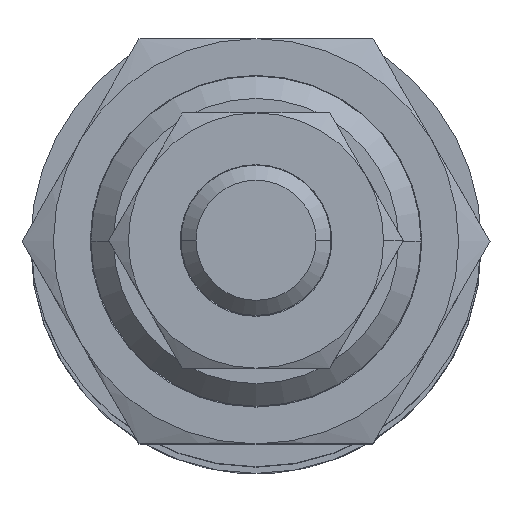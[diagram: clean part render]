
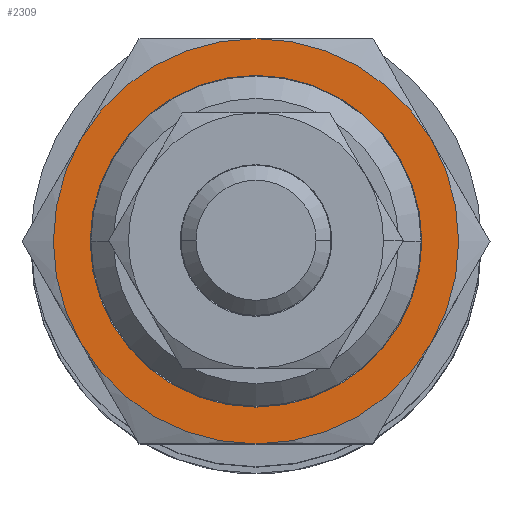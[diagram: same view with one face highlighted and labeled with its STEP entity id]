
A CAD part, top view. The second image highlights one B-rep face of the part: STEP entity #2309.
In plain terms, the highlighted planar face has unit normal (0, 0, 1).
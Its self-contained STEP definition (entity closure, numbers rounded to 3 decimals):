
#78 = CARTESIAN_POINT ( 'NONE',  ( 0., 0., 282. ) ) ;
#527 = AXIS2_PLACEMENT_3D ( 'NONE', #1748, #890, #11947 ) ;
#890 = DIRECTION ( 'NONE',  ( 0., 0., 1. ) ) ;
#1024 = CIRCLE ( 'NONE', #11158, 13.5 ) ;
#1377 = CARTESIAN_POINT ( 'NONE',  ( 0., 0., 282. ) ) ;
#1390 = DIRECTION ( 'NONE',  ( 0., 0., 1. ) ) ;
#1632 = FACE_OUTER_BOUND ( 'NONE', #8131, .T. ) ;
#1739 = VERTEX_POINT ( 'NONE', #2280 ) ;
#1748 = CARTESIAN_POINT ( 'NONE',  ( 0., 0., 282. ) ) ;
#2000 = CARTESIAN_POINT ( 'NONE',  ( -11.691, -6.75, 282. ) ) ;
#2013 = CIRCLE ( 'NONE', #5518, 13.5 ) ;
#2207 = CIRCLE ( 'NONE', #3355, 13.5 ) ;
#2280 = CARTESIAN_POINT ( 'NONE',  ( 11.691, -6.75, 282. ) ) ;
#2309 = ADVANCED_FACE ( 'NONE', ( #6396, #1632 ), #3575, .T. ) ;
#2311 = DIRECTION ( 'NONE',  ( 0.866, 0.5, 0. ) ) ;
#2312 = CARTESIAN_POINT ( 'NONE',  ( -11.691, 6.75, 282. ) ) ;
#2323 = DIRECTION ( 'NONE',  ( 0., 0., 1. ) ) ;
#2397 = AXIS2_PLACEMENT_3D ( 'NONE', #5606, #1390, #9695 ) ;
#2610 = CARTESIAN_POINT ( 'NONE',  ( 0., 0., 282. ) ) ;
#2667 = ORIENTED_EDGE ( 'NONE', *, *, #7961, .T. ) ;
#2786 = VERTEX_POINT ( 'NONE', #3369 ) ;
#3068 = DIRECTION ( 'NONE',  ( 0.866, 0.5, 0. ) ) ;
#3086 = DIRECTION ( 'NONE',  ( 0., 0., 1. ) ) ;
#3235 = CARTESIAN_POINT ( 'NONE',  ( 11.691, 6.75, 282. ) ) ;
#3284 = DIRECTION ( 'NONE',  ( 0.866, 0.5, 0. ) ) ;
#3355 = AXIS2_PLACEMENT_3D ( 'NONE', #8800, #4923, #2311 ) ;
#3369 = CARTESIAN_POINT ( 'NONE',  ( 0., -13.5, 282. ) ) ;
#3420 = DIRECTION ( 'NONE',  ( 0., 0., 1. ) ) ;
#3471 = AXIS2_PLACEMENT_3D ( 'NONE', #8079, #3420, #3482 ) ;
#3482 = DIRECTION ( 'NONE',  ( 0.866, 0.5, 0. ) ) ;
#3518 = DIRECTION ( 'NONE',  ( 0., 0., 1. ) ) ;
#3575 = PLANE ( 'NONE',  #7362 ) ;
#3920 = EDGE_CURVE ( 'NONE', #11939, #5765, #7396, .T. ) ;
#4313 = EDGE_CURVE ( 'NONE', #5893, #10901, #9722, .T. ) ;
#4793 = ORIENTED_EDGE ( 'NONE', *, *, #8232, .T. ) ;
#4923 = DIRECTION ( 'NONE',  ( 0., 0., 1. ) ) ;
#5233 = CARTESIAN_POINT ( 'NONE',  ( -9.57, -5.525, 282. ) ) ;
#5453 = CARTESIAN_POINT ( 'NONE',  ( 0., 0., 282. ) ) ;
#5518 = AXIS2_PLACEMENT_3D ( 'NONE', #78, #9300, #3068 ) ;
#5606 = CARTESIAN_POINT ( 'NONE',  ( 0., 0., 282. ) ) ;
#5765 = VERTEX_POINT ( 'NONE', #10383 ) ;
#5893 = VERTEX_POINT ( 'NONE', #3235 ) ;
#6396 = FACE_BOUND ( 'NONE', #10823, .T. ) ;
#6557 = CIRCLE ( 'NONE', #527, 11.05 ) ;
#6772 = CARTESIAN_POINT ( 'NONE',  ( 0., 0., 282. ) ) ;
#6810 = DIRECTION ( 'NONE',  ( 0.866, 0.5, 0. ) ) ;
#7275 = AXIS2_PLACEMENT_3D ( 'NONE', #5453, #12050, #9189 ) ;
#7362 = AXIS2_PLACEMENT_3D ( 'NONE', #2610, #3518, #9154 ) ;
#7396 = CIRCLE ( 'NONE', #8183, 11.05 ) ;
#7519 = EDGE_CURVE ( 'NONE', #10901, #11962, #1024, .T. ) ;
#7961 = EDGE_CURVE ( 'NONE', #2786, #1739, #11359, .T. ) ;
#8004 = EDGE_CURVE ( 'NONE', #1739, #5893, #2207, .T. ) ;
#8079 = CARTESIAN_POINT ( 'NONE',  ( 0., 0., 282. ) ) ;
#8131 = EDGE_LOOP ( 'NONE', ( #9995, #11056, #11233, #4793, #11370, #2667 ) ) ;
#8183 = AXIS2_PLACEMENT_3D ( 'NONE', #1377, #3086, #6810 ) ;
#8232 = EDGE_CURVE ( 'NONE', #11962, #10475, #8268, .T. ) ;
#8266 = EDGE_CURVE ( 'NONE', #10475, #2786, #2013, .T. ) ;
#8268 = CIRCLE ( 'NONE', #7275, 13.5 ) ;
#8800 = CARTESIAN_POINT ( 'NONE',  ( 0., 0., 282. ) ) ;
#9154 = DIRECTION ( 'NONE',  ( 0.866, 0.5, 0. ) ) ;
#9189 = DIRECTION ( 'NONE',  ( 0.866, 0.5, 0. ) ) ;
#9300 = DIRECTION ( 'NONE',  ( 0., 0., 1. ) ) ;
#9695 = DIRECTION ( 'NONE',  ( 0.866, 0.5, 0. ) ) ;
#9722 = CIRCLE ( 'NONE', #3471, 13.5 ) ;
#9995 = ORIENTED_EDGE ( 'NONE', *, *, #8004, .T. ) ;
#10233 = ORIENTED_EDGE ( 'NONE', *, *, #3920, .F. ) ;
#10383 = CARTESIAN_POINT ( 'NONE',  ( 9.57, 5.525, 282. ) ) ;
#10453 = CARTESIAN_POINT ( 'NONE',  ( 0., 13.5, 282. ) ) ;
#10475 = VERTEX_POINT ( 'NONE', #2000 ) ;
#10551 = ORIENTED_EDGE ( 'NONE', *, *, #12074, .F. ) ;
#10823 = EDGE_LOOP ( 'NONE', ( #10551, #10233 ) ) ;
#10901 = VERTEX_POINT ( 'NONE', #10453 ) ;
#11056 = ORIENTED_EDGE ( 'NONE', *, *, #4313, .T. ) ;
#11158 = AXIS2_PLACEMENT_3D ( 'NONE', #6772, #2323, #3284 ) ;
#11233 = ORIENTED_EDGE ( 'NONE', *, *, #7519, .T. ) ;
#11359 = CIRCLE ( 'NONE', #2397, 13.5 ) ;
#11370 = ORIENTED_EDGE ( 'NONE', *, *, #8266, .T. ) ;
#11939 = VERTEX_POINT ( 'NONE', #5233 ) ;
#11947 = DIRECTION ( 'NONE',  ( 0.866, 0.5, 0. ) ) ;
#11962 = VERTEX_POINT ( 'NONE', #2312 ) ;
#12050 = DIRECTION ( 'NONE',  ( 0., 0., 1. ) ) ;
#12074 = EDGE_CURVE ( 'NONE', #5765, #11939, #6557, .T. ) ;
